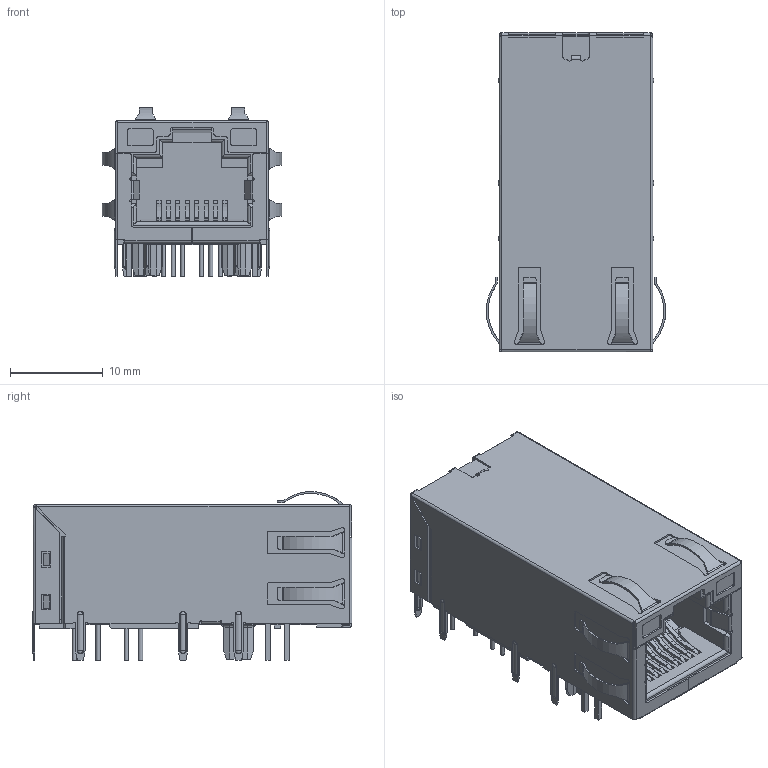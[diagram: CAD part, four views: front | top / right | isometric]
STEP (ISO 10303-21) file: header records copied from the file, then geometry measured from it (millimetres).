
FILE_DESCRIPTION(/* description */ ('STEP AP242','CAx-IF Rec.Pracs.---Representation and Presentation of Product Manufacturing Information (PMI)---4.0---2014-10-13','CAx-IF Rec.Pracs.---3D Tessellated Geometry---0.4---2014-09-14','2;1'),/* implementation_level */ '2;1');
FILE_NAME(/* name */ '654c536396f043249b425ee2',/* time_stamp */ '2023-11-09T03:35:01Z',/* author */ (''),/* organization */ (''),/* preprocessor_version */ 'ST-DEVELOPER v19.4',/* originating_system */ ' ',/* authorisation */ ' ');
FILE_SCHEMA (('AP242_MANAGED_MODEL_BASED_3D_ENGINEERING_MIM_LF { 1 0 10303 442 1 1 4 }'));
Products named in the file (1): Part 1
Bounding box: 19.31 x 34.39 x 18.16 mm (x, y, z)
Volume: 6303.4 mm3; surface area: 6310.5 mm2
Topology: 1 solids, 1 shells, 1373 faces, 3946 edges, 2588 vertices
Faces by surface type: plane 818, cylinder 435, bspline 46, torus 42, sphere 32
Full cylindrical faces by diameter (mm): 0.45 x12, 0.46 x19
Entity records: 52647 total; most frequent: CARTESIAN_POINT 16018, ORIENTED_EDGE 7782, DIRECTION 5145, EDGE_CURVE 3891, VERTEX_POINT 2588, B_SPLINE_CURVE_WITH_KNOTS 2282, AXIS2_PLACEMENT_3D 2208, EDGE_LOOP 1507
